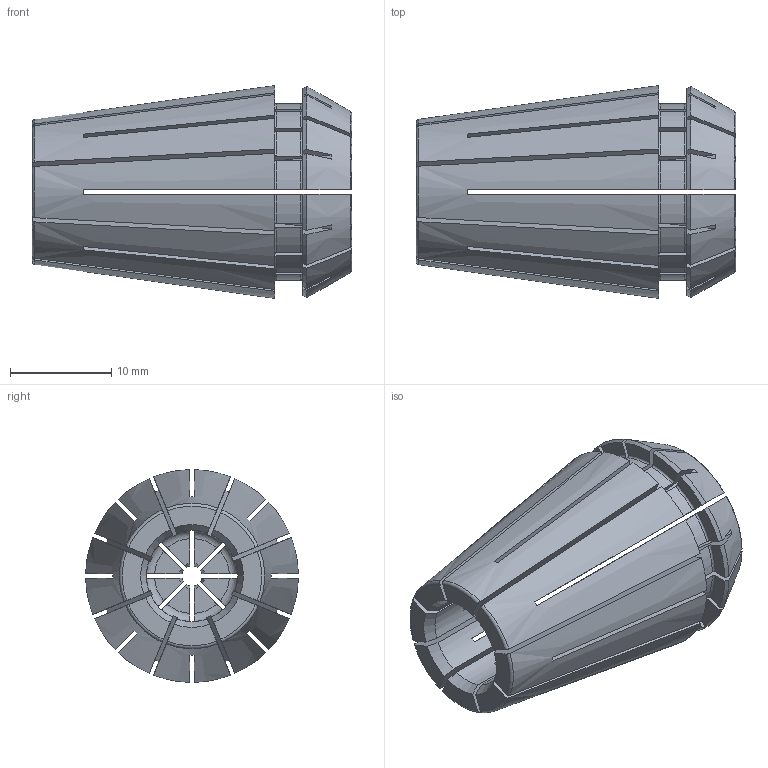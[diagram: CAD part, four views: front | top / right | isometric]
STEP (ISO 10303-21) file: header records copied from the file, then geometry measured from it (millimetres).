
FILE_DESCRIPTION( ( 'Unknown' ), '1' );
FILE_NAME( '112002000.stp', 'Unknown', ( 'Unknown' ), ( 'Unknown' ), 'PSStep 15.0.49', 'Unknown', ' ' );
FILE_SCHEMA( ( 'AUTOMOTIVE_DESIGN { 1 0 10303 214 1 1 1 1 }' ) );
Length unit declared in the file: millimetre
Products named in the file (1): 1
Bounding box: 31.5 x 21 x 21 mm (x, y, z)
Volume: 5976 mm3; surface area: 6960.1 mm2
Topology: 1 solids, 1 shells, 264 faces, 784 edges, 520 vertices
Faces by surface type: plane 104, torus 72, cylinder 48, cone 40
Entity records: 11732 total; most frequent: CARTESIAN_POINT 2893, ORIENTED_EDGE 1568, DIRECTION 1250, EDGE_CURVE 784, VERTEX_POINT 520, AXIS2_PLACEMENT_3D 505, B_SPLINE_CURVE_WITH_KNOTS 304, STYLED_ITEM 264
